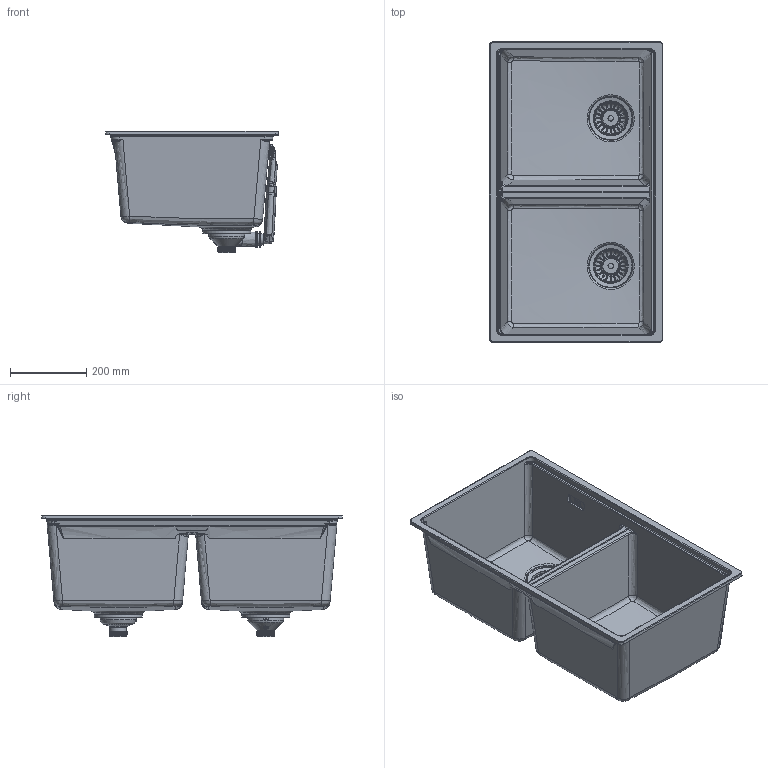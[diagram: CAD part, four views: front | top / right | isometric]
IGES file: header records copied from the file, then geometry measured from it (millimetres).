
Global section: file name: 20253583_ipt_000; native system: Autodesk Inventor 2023; preprocessor: unknown; date: 20230619.182639; units: millimetre
Bounding box: 453.2 x 787.58 x 318.09 mm (x, y, z)
Volume: 8036392.2 mm3; surface area: 2001466.4 mm2
Topology: 5 solids, 10 shells, 2703 faces, 7657 edges, 4979 vertices
Faces by surface type: bspline 2703
